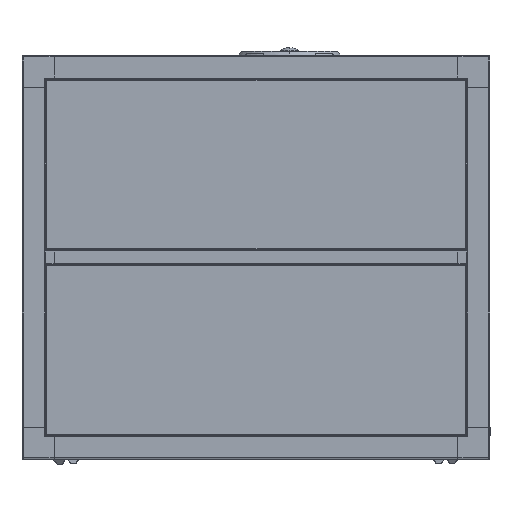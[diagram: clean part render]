
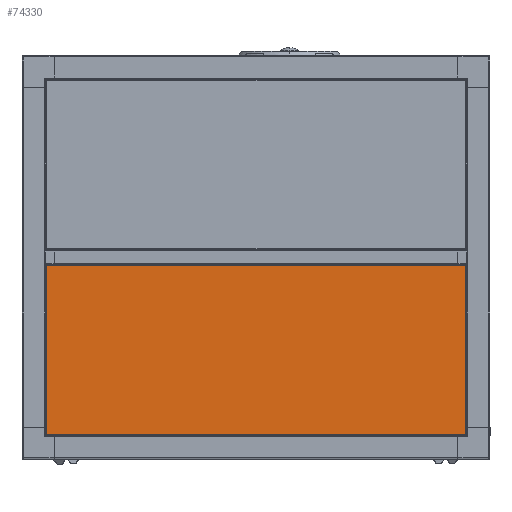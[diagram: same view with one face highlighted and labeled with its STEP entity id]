
A CAD part, front view. The second image highlights one B-rep face of the part: STEP entity #74330.
In plain terms, the highlighted planar face has unit normal (0, -1, 0).
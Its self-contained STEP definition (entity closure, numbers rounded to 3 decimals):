
#3170 = VECTOR ( 'NONE', #33110, 1000. ) ;
#3526 = VERTEX_POINT ( 'NONE', #100970 ) ;
#7863 = ORIENTED_EDGE ( 'NONE', *, *, #61649, .T. ) ;
#12831 = DIRECTION ( 'NONE',  ( 0., 0., -1. ) ) ;
#14428 = VECTOR ( 'NONE', #23007, 1000. ) ;
#16102 = CARTESIAN_POINT ( 'NONE',  ( 407.29, -474.16, 555.586 ) ) ;
#17238 = ORIENTED_EDGE ( 'NONE', *, *, #92038, .T. ) ;
#23007 = DIRECTION ( 'NONE',  ( 0., 0., 1. ) ) ;
#24328 = CARTESIAN_POINT ( 'NONE',  ( -506.11, -474.16, 926.172 ) ) ;
#30775 = CARTESIAN_POINT ( 'NONE',  ( 408.383, -474.16, 925.079 ) ) ;
#32352 = DIRECTION ( 'NONE',  ( -1., 0., 0. ) ) ;
#33110 = DIRECTION ( 'NONE',  ( 1., 0., 0. ) ) ;
#37510 = VERTEX_POINT ( 'NONE', #54775 ) ;
#38237 = CARTESIAN_POINT ( 'NONE',  ( -508.91, -474.16, 927.879 ) ) ;
#39260 = PLANE ( 'NONE',  #94769 ) ;
#39826 = ORIENTED_EDGE ( 'NONE', *, *, #57668, .T. ) ;
#40018 = CARTESIAN_POINT ( 'NONE',  ( -507.203, -474.16, 556.679 ) ) ;
#42004 = CARTESIAN_POINT ( 'NONE',  ( -506.11, -474.16, 556.679 ) ) ;
#46355 = CARTESIAN_POINT ( 'NONE',  ( -506.11, -474.16, 925.079 ) ) ;
#46706 = DIRECTION ( 'NONE',  ( 0., -1., 0. ) ) ;
#49242 = DIRECTION ( 'NONE',  ( 0., 0., -1. ) ) ;
#54775 = CARTESIAN_POINT ( 'NONE',  ( 407.29, -474.16, 925.079 ) ) ;
#55240 = VECTOR ( 'NONE', #49242, 1000. ) ;
#56644 = EDGE_CURVE ( 'Defeature ausgef�hrt42_12+Defeature ausgef�hrt42_33+Defeature ausgef�hrt42_35+Defeature ausgef�hrt42_19', #3526, #37510, #81316, .T. ) ;
#57668 = EDGE_CURVE ( 'Defeature ausgef�hrt42_12+Defeature ausgef�hrt42_26+Defeature ausgef�hrt42_19+Defeature ausgef�hrt42_35', #76475, #81871, #66198, .T. ) ;
#61067 = FACE_OUTER_BOUND ( 'NONE', #78723, .T. ) ;
#61649 = EDGE_CURVE ( 'Defeature ausgef�hrt42_12+Defeature ausgef�hrt42_35+Defeature ausgef�hrt42_26+Defeature ausgef�hrt42_33', #81871, #3526, #72877, .T. ) ;
#64936 = VECTOR ( 'NONE', #32352, 1000. ) ;
#66198 = LINE ( 'NONE', #24328, #55240 ) ;
#72877 = LINE ( 'NONE', #40018, #3170 ) ;
#74330 = ADVANCED_FACE ( 'Defeature ausgef�hrt42_12', ( #61067 ), #39260, .T. ) ;
#76475 = VERTEX_POINT ( 'NONE', #46355 ) ;
#76777 = ORIENTED_EDGE ( 'NONE', *, *, #56644, .T. ) ;
#78723 = EDGE_LOOP ( 'NONE', ( #39826, #7863, #76777, #17238 ) ) ;
#80069 = LINE ( 'NONE', #30775, #64936 ) ;
#81316 = LINE ( 'NONE', #16102, #14428 ) ;
#81871 = VERTEX_POINT ( 'NONE', #42004 ) ;
#92038 = EDGE_CURVE ( 'Defeature ausgef�hrt42_12+Defeature ausgef�hrt42_19+Defeature ausgef�hrt42_33+Defeature ausgef�hrt42_26', #37510, #76475, #80069, .T. ) ;
#94769 = AXIS2_PLACEMENT_3D ( 'NONE', #38237, #46706, #12831 ) ;
#100970 = CARTESIAN_POINT ( 'NONE',  ( 407.29, -474.16, 556.679 ) ) ;
